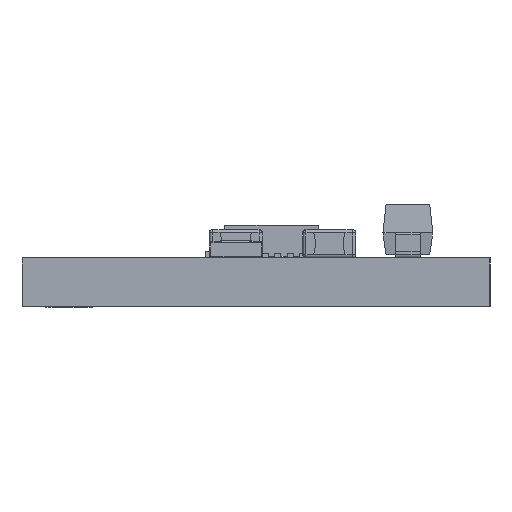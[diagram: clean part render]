
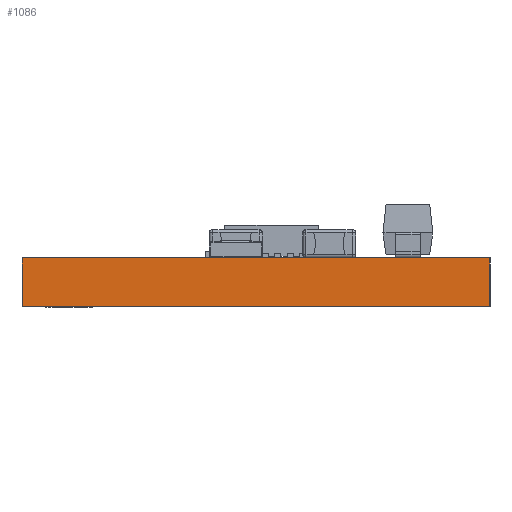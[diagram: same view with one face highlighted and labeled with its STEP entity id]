
A CAD part, front view. The second image highlights one B-rep face of the part: STEP entity #1086.
In plain terms, the highlighted planar face has unit normal (0, -1, 0).
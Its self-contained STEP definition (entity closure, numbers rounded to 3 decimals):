
#527=PLANE('',#16841);
#1086=ADVANCED_FACE('',(#1905),#527,.T.);
#1905=FACE_OUTER_BOUND('',#2725,.F.);
#2725=EDGE_LOOP('',(#3988,#3989,#3990,#3991));
#3988=ORIENTED_EDGE('',*,*,#11948,.T.);
#3989=ORIENTED_EDGE('',*,*,#11931,.T.);
#3990=ORIENTED_EDGE('',*,*,#11949,.F.);
#3991=ORIENTED_EDGE('',*,*,#11947,.T.);
#8785=LINE('',#23697,#10303);
#8789=LINE('',#23713,#10307);
#8790=LINE('',#23714,#10308);
#8791=LINE('',#23715,#10309);
#10303=VECTOR('',#18700,15.);
#10307=VECTOR('',#18728,15.);
#10308=VECTOR('',#18729,1.57);
#10309=VECTOR('',#18730,1.57);
#11931=EDGE_CURVE('',#14666,#14664,#8785,.T.);
#11947=EDGE_CURVE('',#14662,#14660,#8789,.T.);
#11948=EDGE_CURVE('',#14660,#14666,#8790,.T.);
#11949=EDGE_CURVE('',#14662,#14664,#8791,.T.);
#14660=VERTEX_POINT('',#23578);
#14662=VERTEX_POINT('',#23580);
#14664=VERTEX_POINT('',#23582);
#14666=VERTEX_POINT('',#23584);
#16841=AXIS2_PLACEMENT_3D('',#23733,#18763,#18764);
#18700=DIRECTION('',(1.,0.,0.));
#18728=DIRECTION('',(-1.,0.,0.));
#18729=DIRECTION('',(0.,0.,1.));
#18730=DIRECTION('',(0.,0.,1.));
#18763=DIRECTION('',(0.,-1.,0.));
#18764=DIRECTION('',(1.,0.,0.));
#23578=CARTESIAN_POINT('',(-3.,-25.509,23.939));
#23580=CARTESIAN_POINT('',(12.,-25.509,23.939));
#23582=CARTESIAN_POINT('',(12.,-25.509,25.509));
#23584=CARTESIAN_POINT('',(-3.,-25.509,
25.509));
#23697=CARTESIAN_POINT('',(-3.,-25.509,
25.509));
#23713=CARTESIAN_POINT('',(12.,-25.509,23.939));
#23714=CARTESIAN_POINT('',(-3.,-25.509,23.939));
#23715=CARTESIAN_POINT('',(12.,-25.509,23.939));
#23733=CARTESIAN_POINT('',(-3.75,-25.509,23.189));
